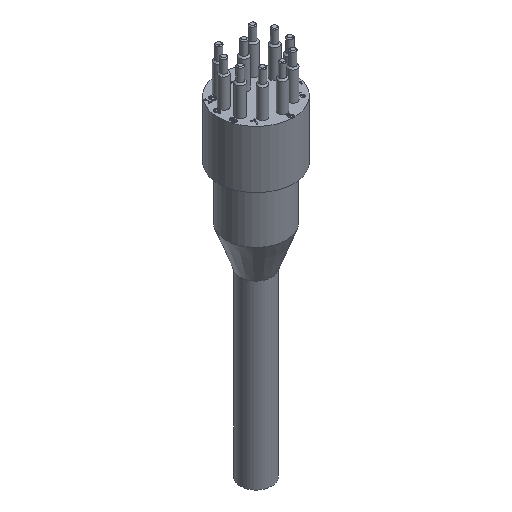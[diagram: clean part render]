
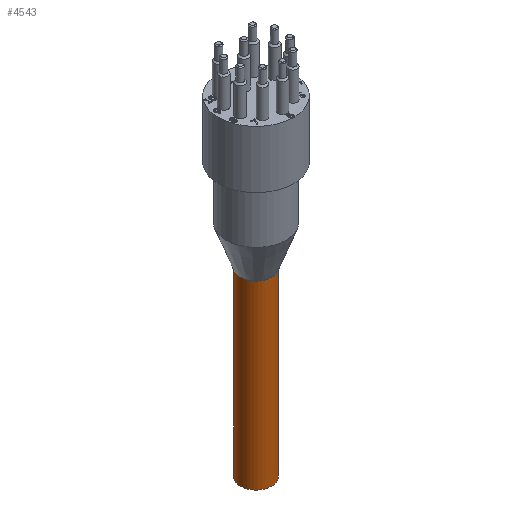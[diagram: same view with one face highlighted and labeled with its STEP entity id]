
A CAD part, isometric view. The second image highlights one B-rep face of the part: STEP entity #4543.
In plain terms, the highlighted cylindrical face has radius 5.25 mm (diameter 10.5 mm), a full revolution.
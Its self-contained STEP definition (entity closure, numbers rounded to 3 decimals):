
#1108=CYLINDRICAL_SURFACE($,#4739,5.25);
#1184=FACE_BOUND($,#1756,.T.);
#1433=FACE_OUTER_BOUND($,#1755,.T.);
#1755=EDGE_LOOP($,(#4031));
#1756=EDGE_LOOP($,(#4032));
#1818=CIRCLE($,#4740,5.25);
#1819=CIRCLE($,#4741,5.25);
#2238=VERTEX_POINT($,#8212);
#2239=VERTEX_POINT($,#8214);
#2840=EDGE_CURVE($,#2238,#2238,#1818,.T.);
#2841=EDGE_CURVE($,#2239,#2239,#1819,.T.);
#4031=ORIENTED_EDGE($,*,*,#2840,.T.);
#4032=ORIENTED_EDGE($,*,*,#2841,.F.);
#4543=ADVANCED_FACE($,(#1433,#1184),#1108,.T.);
#4739=AXIS2_PLACEMENT_3D($,#8211,#5443,#5444);
#4740=AXIS2_PLACEMENT_3D($,#8213,#5445,#5446);
#4741=AXIS2_PLACEMENT_3D($,#8215,#5447,#5448);
#5443=DIRECTION('center_axis',(0.,0.,-1.));
#5444=DIRECTION('ref_axis',(1.,0.,0.));
#5445=DIRECTION('center_axis',(0.,0.,1.));
#5446=DIRECTION('ref_axis',(1.,0.,0.));
#5447=DIRECTION('center_axis',(0.,0.,1.));
#5448=DIRECTION('ref_axis',(1.,0.,0.));
#8211=CARTESIAN_POINT('Origin',(0.,0.,-30.5));
#8212=CARTESIAN_POINT('',(-5.25,0.,-90.5));
#8213=CARTESIAN_POINT('Origin',(0.,0.,-90.5));
#8214=CARTESIAN_POINT('',(5.25,0.,-30.5));
#8215=CARTESIAN_POINT('Origin',(0.,0.,-30.5));
